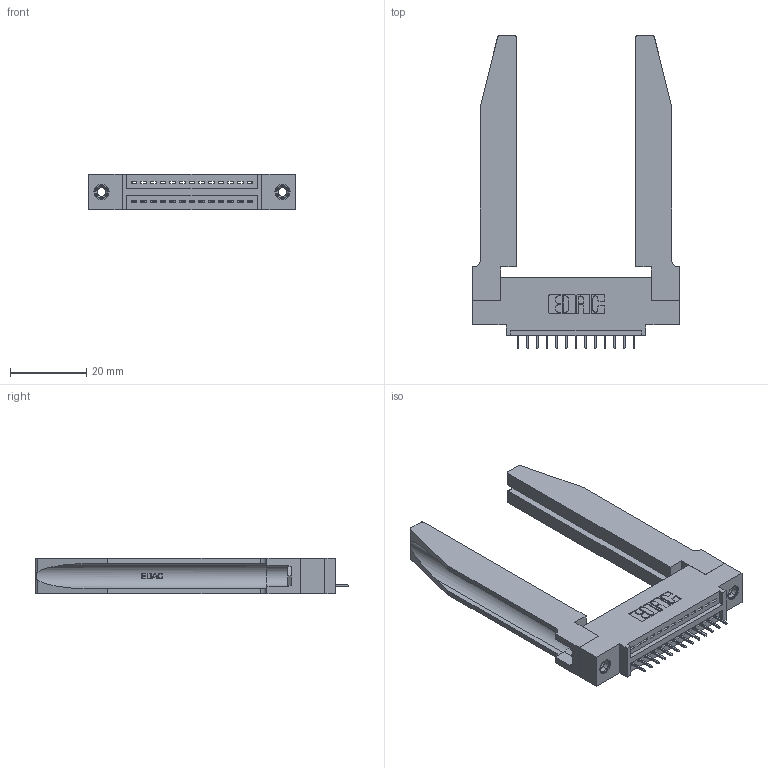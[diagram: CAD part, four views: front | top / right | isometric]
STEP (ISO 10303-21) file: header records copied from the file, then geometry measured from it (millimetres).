
FILE_DESCRIPTION (( 'STEP AP203' ), '1' );
FILE_NAME ('395-013-525-478.STEP', '2020-09-23T07:52:34', ( '' ), ( '' ), 'SwSTEP 2.0', 'SolidWorks 2020', '' );
FILE_SCHEMA (( 'CONFIG_CONTROL_DESIGN' ));
Length unit declared in the file: inch
Products named in the file (5): 345-292-001_345-293-125; 345-250-001_345-250-001-102; 345 Part_0.110 Offset - 0.156 Dia-TH; 345-220-078_345-220-078; 395-013-525-478
Assembly tree (18 placements, depth 2):
  395-013-525-478
    345 Part_0.110 Offset - 0.156 Dia-TH
    345-292-001_345-293-125  x13
    345-250-001_345-250-001-102  x2
    345-220-078_345-220-078  x2
Bounding box: 54.25 x 82.47 x 9.4 mm (x, y, z)
Volume: 12559.6 mm3; surface area: 12720.7 mm2
Topology: 18 solids, 18 shells, 1170 faces, 3301 edges, 2138 vertices
Faces by surface type: plane 824, cylinder 294, bspline 36, cone 12, torus 4
Entity records: 18634 total; most frequent: CARTESIAN_POINT 4126, ORIENTED_EDGE 2970, DIRECTION 2653, EDGE_CURVE 1485, LINE 1211, VECTOR 1211, VERTEX_POINT 980, AXIS2_PLACEMENT_3D 721
